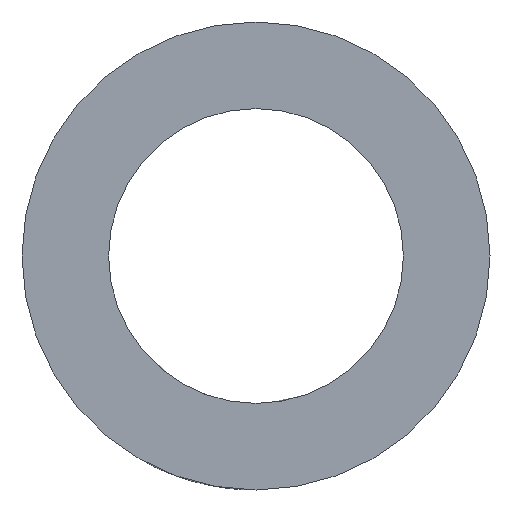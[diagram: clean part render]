
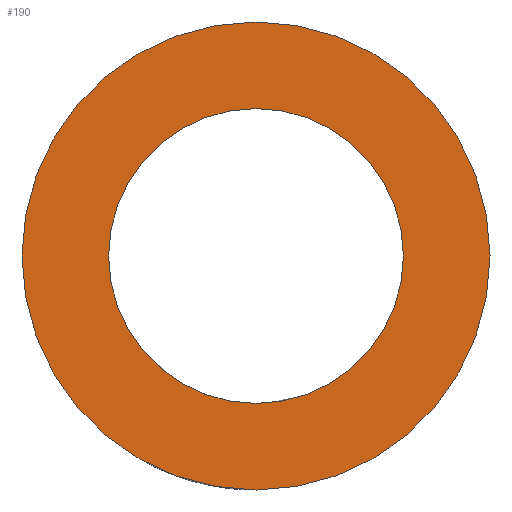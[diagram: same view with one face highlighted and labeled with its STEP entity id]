
A CAD part, front view. The second image highlights one B-rep face of the part: STEP entity #190.
In plain terms, the highlighted planar face has unit normal (0, -1, 0).
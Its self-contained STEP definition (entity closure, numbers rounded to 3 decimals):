
#15 = DIRECTION ( 'NONE',  ( 0., 1., 0. ) ) ;
#20 = CARTESIAN_POINT ( 'NONE',  ( 0., 0., 0. ) ) ;
#43 = DIRECTION ( 'NONE',  ( 0., 1., 0. ) ) ;
#58 = CARTESIAN_POINT ( 'NONE',  ( 0., 0., 0. ) ) ;
#61 = CARTESIAN_POINT ( 'NONE',  ( 0., 0., 0. ) ) ;
#112 = DIRECTION ( 'NONE',  ( 0., 0., 1. ) ) ;
#113 = VERTEX_POINT ( 'NONE', #163 ) ;
#120 = VERTEX_POINT ( 'NONE', #124 ) ;
#124 = CARTESIAN_POINT ( 'NONE',  ( 0., 0., -25.4 ) ) ;
#126 = VERTEX_POINT ( 'NONE', #179 ) ;
#127 = DIRECTION ( 'NONE',  ( 0., 0., 1. ) ) ;
#132 = CARTESIAN_POINT ( 'NONE',  ( 0., 0., 16. ) ) ;
#135 = DIRECTION ( 'NONE',  ( 0., 0., 1. ) ) ;
#141 = PLANE ( 'NONE',  #201 ) ;
#143 = DIRECTION ( 'NONE',  ( 0., 1., 0. ) ) ;
#147 = DIRECTION ( 'NONE',  ( 0., 0., 1. ) ) ;
#151 = CARTESIAN_POINT ( 'NONE',  ( 0., 0., 0. ) ) ;
#153 = DIRECTION ( 'NONE',  ( 0., 1., 0. ) ) ;
#155 = CARTESIAN_POINT ( 'NONE',  ( 0., 0., 0. ) ) ;
#163 = CARTESIAN_POINT ( 'NONE',  ( 0., 0., -16. ) ) ;
#171 = VERTEX_POINT ( 'NONE', #132 ) ;
#179 = CARTESIAN_POINT ( 'NONE',  ( 0., 0., 25.4 ) ) ;
#190 = ADVANCED_FACE ( 'NONE', ( #297, #294 ), #141, .F. ) ;
#199 = EDGE_CURVE ( 'NONE', #120, #126, #313, .T. ) ;
#201 = AXIS2_PLACEMENT_3D ( 'NONE', #151, #143, #147 ) ;
#215 = EDGE_CURVE ( 'NONE', #171, #113, #362, .T. ) ;
#216 = EDGE_CURVE ( 'NONE', #126, #120, #361, .T. ) ;
#219 = AXIS2_PLACEMENT_3D ( 'NONE', #61, #407, #389 ) ;
#220 = AXIS2_PLACEMENT_3D ( 'NONE', #58, #43, #135 ) ;
#222 = EDGE_CURVE ( 'NONE', #113, #171, #360, .T. ) ;
#228 = AXIS2_PLACEMENT_3D ( 'NONE', #155, #153, #112 ) ;
#234 = AXIS2_PLACEMENT_3D ( 'NONE', #20, #15, #127 ) ;
#244 = EDGE_LOOP ( 'NONE', ( #298, #304 ) ) ;
#270 = EDGE_LOOP ( 'NONE', ( #276, #287 ) ) ;
#276 = ORIENTED_EDGE ( 'NONE', *, *, #199, .F. ) ;
#287 = ORIENTED_EDGE ( 'NONE', *, *, #216, .F. ) ;
#294 = FACE_OUTER_BOUND ( 'NONE', #270, .T. ) ;
#297 = FACE_BOUND ( 'NONE', #244, .T. ) ;
#298 = ORIENTED_EDGE ( 'NONE', *, *, #215, .T. ) ;
#304 = ORIENTED_EDGE ( 'NONE', *, *, #222, .T. ) ;
#313 = CIRCLE ( 'NONE', #228, 25.4 ) ;
#360 = CIRCLE ( 'NONE', #219, 16. ) ;
#361 = CIRCLE ( 'NONE', #220, 25.4 ) ;
#362 = CIRCLE ( 'NONE', #234, 16. ) ;
#389 = DIRECTION ( 'NONE',  ( 0., 0., 1. ) ) ;
#407 = DIRECTION ( 'NONE',  ( 0., 1., 0. ) ) ;
